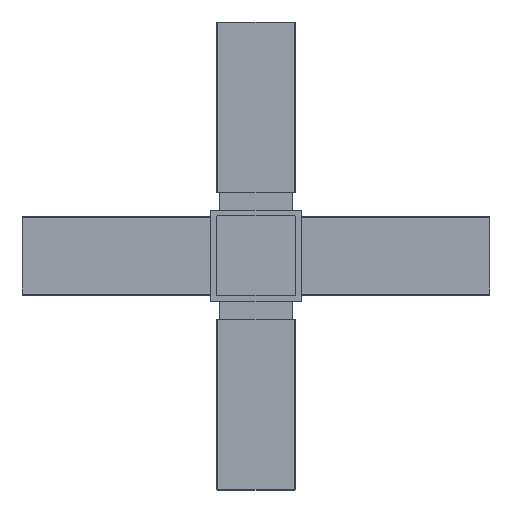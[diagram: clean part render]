
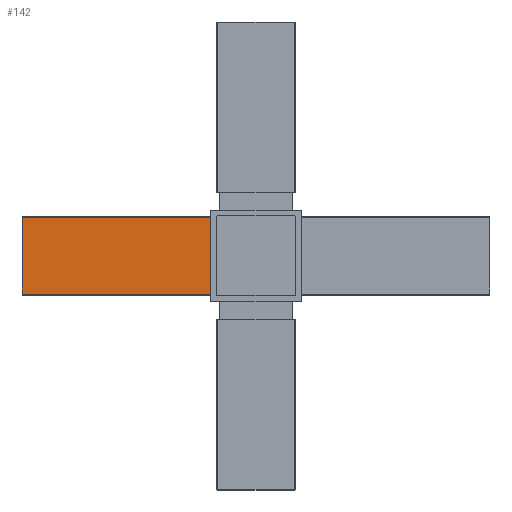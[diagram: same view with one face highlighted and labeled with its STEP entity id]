
A CAD part, top view. The second image highlights one B-rep face of the part: STEP entity #142.
In plain terms, the highlighted planar face has unit normal (0, 0, 1).
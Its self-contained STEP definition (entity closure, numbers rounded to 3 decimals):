
#142 = ADVANCED_FACE( '', ( #339 ), #340, .F. );
#339 = FACE_OUTER_BOUND( '', #596, .T. );
#340 = PLANE( '', #597 );
#596 = EDGE_LOOP( '', ( #953, #954, #955, #956 ) );
#597 = AXIS2_PLACEMENT_3D( '', #957, #958, #959 );
#953 = ORIENTED_EDGE( '', *, *, #1614, .F. );
#954 = ORIENTED_EDGE( '', *, *, #1615, .T. );
#955 = ORIENTED_EDGE( '', *, *, #1616, .T. );
#956 = ORIENTED_EDGE( '', *, *, #1617, .T. );
#957 = CARTESIAN_POINT( '', ( 64.5, 10.5, 11. ) );
#958 = DIRECTION( '', ( 0., 0., -1. ) );
#959 = DIRECTION( '', ( -1., 0., 0. ) );
#1614 = EDGE_CURVE( '', #1969, #1970, #1971, .T. );
#1615 = EDGE_CURVE( '', #1969, #1972, #1973, .T. );
#1616 = EDGE_CURVE( '', #1972, #1974, #1975, .T. );
#1617 = EDGE_CURVE( '', #1974, #1970, #1976, .T. );
#1969 = VERTEX_POINT( '', #2454 );
#1970 = VERTEX_POINT( '', #2455 );
#1971 = LINE( '', #2456, #2457 );
#1972 = VERTEX_POINT( '', #2458 );
#1973 = LINE( '', #2459, #2460 );
#1974 = VERTEX_POINT( '', #2461 );
#1975 = LINE( '', #2462, #2463 );
#1976 = LINE( '', #2464, #2465 );
#2454 = CARTESIAN_POINT( '', ( -12.5, -10.5, 11. ) );
#2455 = CARTESIAN_POINT( '', ( -64.5, -10.5, 11. ) );
#2456 = CARTESIAN_POINT( '', ( 64.5, -10.5, 11. ) );
#2457 = VECTOR( '', #2900, 1000. );
#2458 = CARTESIAN_POINT( '', ( -12.5, 10.5, 11. ) );
#2459 = CARTESIAN_POINT( '', ( -12.5, 12.5, 11. ) );
#2460 = VECTOR( '', #2901, 1000. );
#2461 = CARTESIAN_POINT( '', ( -64.5, 10.5, 11. ) );
#2462 = CARTESIAN_POINT( '', ( 64.5, 10.5, 11. ) );
#2463 = VECTOR( '', #2902, 1000. );
#2464 = CARTESIAN_POINT( '', ( -64.5, 10.5, 11. ) );
#2465 = VECTOR( '', #2903, 1000. );
#2900 = DIRECTION( '', ( -1., 0., 0. ) );
#2901 = DIRECTION( '', ( 0., 1., 0. ) );
#2902 = DIRECTION( '', ( -1., 0., 0. ) );
#2903 = DIRECTION( '', ( 0., -1., 0. ) );
